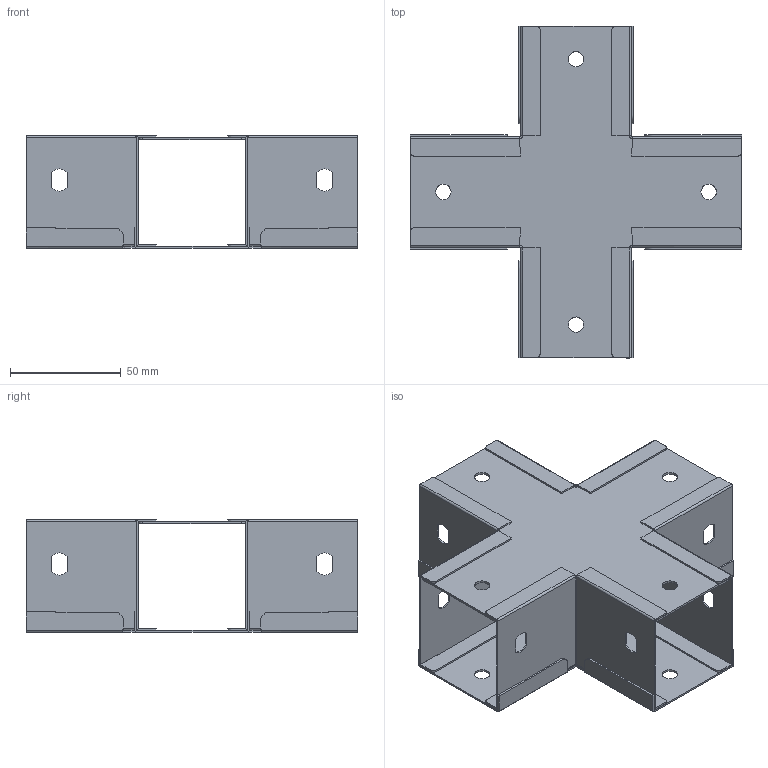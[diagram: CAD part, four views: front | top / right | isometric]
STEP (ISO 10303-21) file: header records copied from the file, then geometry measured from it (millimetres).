
FILE_DESCRIPTION (( 'STEP AP203' ), '1' );
FILE_NAME ('Îòâåòâèòåëü ãîðèçîíòàëüíûé Õ-îáðàçíûé_39004.STEP', '2012-11-12T08:01:36', ( 'Àñååâ' ), ( '' ), 'SwSTEP 2.0', 'SolidWorks 2012', '' );
FILE_SCHEMA (( 'CONFIG_CONTROL_DESIGN' ));
Length unit declared in the file: millimetre
Products named in the file (5): Îòâåòâèòåëü ãîðèçîíòàëüíûé Õ-îáðàçíûé_39004; DPX05AM; GC05AM; WA05AM; WZ05AM
Assembly tree (7 placements, depth 3):
  Îòâåòâèòåëü ãîðèçîíòàëüíûé Õ-îáðàçíûé_39004
    WZ05AM
    DPX05AM
      WA05AM
      GC05AM  x4
Bounding box: 150.01 x 150 x 50.8 mm (x, y, z)
Volume: 45035.1 mm3; surface area: 109278.6 mm2
Topology: 6 solids, 6 shells, 461 faces, 1123 edges, 674 vertices
Faces by surface type: plane 253, cylinder 176, bspline 32
Full cylindrical faces by diameter (mm): 7 x8
Entity records: 8544 total; most frequent: CARTESIAN_POINT 1619, ORIENTED_EDGE 1318, DIRECTION 1311, EDGE_CURVE 659, AXIS2_PLACEMENT_3D 446, LINE 419, VECTOR 419, VERTEX_POINT 410
